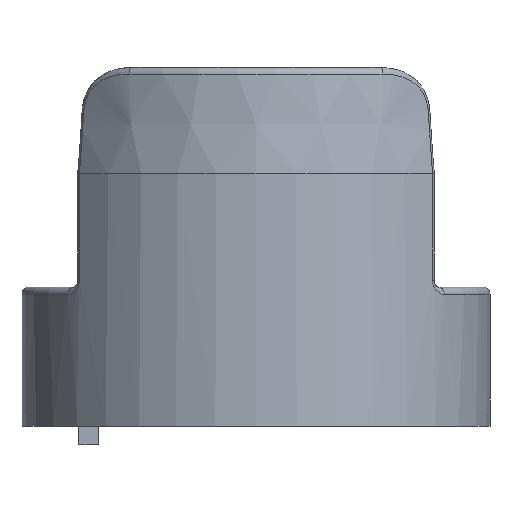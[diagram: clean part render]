
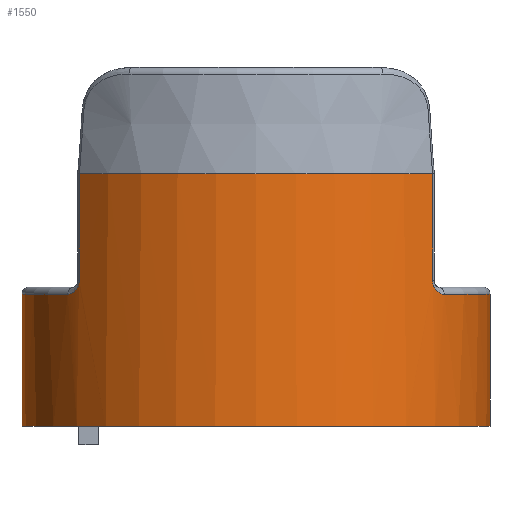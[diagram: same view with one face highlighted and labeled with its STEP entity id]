
A CAD part, front view. The second image highlights one B-rep face of the part: STEP entity #1550.
In plain terms, the highlighted cylindrical face has radius 16.5 mm (diameter 33 mm), a full revolution.
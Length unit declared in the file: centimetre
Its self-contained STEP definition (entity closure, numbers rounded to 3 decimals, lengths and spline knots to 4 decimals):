
#28=FACE_BOUND('',#473,.T.);
#75=LINE('',#3000,#143);
#76=LINE('',#3115,#144);
#78=LINE('',#3359,#146);
#80=LINE('',#3476,#148);
#143=VECTOR('',#1921,0.75);
#144=VECTOR('',#1936,0.75);
#146=VECTOR('',#1966,0.75);
#148=VECTOR('',#1984,0.75);
#224=CYLINDRICAL_SURFACE('',#1753,1.65);
#251=B_SPLINE_CURVE_WITH_KNOTS('',3,(#3046,#3047,#3048,#3049,#3050,#3051),
 .UNSPECIFIED.,.F.,.F.,(4,1,1,4),(0.,0.0766,0.1277,
0.1788),.UNSPECIFIED.);
#253=B_SPLINE_CURVE_WITH_KNOTS('',3,(#3107,#3108,#3109,#3110,#3111,#3112),
 .UNSPECIFIED.,.F.,.F.,(4,1,1,4),(0.,0.051,0.102,
0.1786),.UNSPECIFIED.);
#261=B_SPLINE_CURVE_WITH_KNOTS('',3,(#3413,#3414,#3415,#3416,#3417,#3418),
 .UNSPECIFIED.,.F.,.F.,(4,1,1,4),(0.,0.0766,0.1277,
0.1788),.UNSPECIFIED.);
#262=B_SPLINE_CURVE_WITH_KNOTS('',3,(#3468,#3469,#3470,#3471,#3472,#3473),
 .UNSPECIFIED.,.F.,.F.,(4,1,1,4),(0.,0.0383,0.0765,
0.1786),.UNSPECIFIED.);
#370=FACE_OUTER_BOUND('',#472,.T.);
#472=EDGE_LOOP('',(#1410,#1411,#1412,#1413,#1414,#1415,#1416,#1417,#1418,
#1419,#1420,#1421));
#473=EDGE_LOOP('',(#1422));
#533=CIRCLE('',#1631,1.65);
#550=CIRCLE('',#1652,1.65);
#554=CIRCLE('',#1660,1.65);
#588=CIRCLE('',#1720,1.65);
#607=CIRCLE('',#1752,1.65);
#674=VERTEX_POINT('',#2997);
#675=VERTEX_POINT('',#2999);
#676=VERTEX_POINT('',#3044);
#677=VERTEX_POINT('',#3053);
#679=VERTEX_POINT('',#3105);
#680=VERTEX_POINT('',#3114);
#694=VERTEX_POINT('',#3356);
#695=VERTEX_POINT('',#3358);
#697=VERTEX_POINT('',#3411);
#698=VERTEX_POINT('',#3420);
#699=VERTEX_POINT('',#3466);
#700=VERTEX_POINT('',#3475);
#741=VERTEX_POINT('',#3614);
#845=EDGE_CURVE('',#674,#675,#75,.T.);
#848=EDGE_CURVE('',#676,#674,#251,.T.);
#850=EDGE_CURVE('',#677,#676,#533,.T.);
#853=EDGE_CURVE('',#679,#677,#253,.T.);
#854=EDGE_CURVE('',#680,#679,#76,.T.);
#874=EDGE_CURVE('',#694,#695,#78,.T.);
#879=EDGE_CURVE('',#697,#694,#261,.T.);
#881=EDGE_CURVE('',#698,#697,#550,.T.);
#884=EDGE_CURVE('',#699,#698,#262,.T.);
#885=EDGE_CURVE('',#700,#699,#80,.T.);
#889=EDGE_CURVE('',#675,#700,#554,.T.);
#954=EDGE_CURVE('',#741,#741,#588,.T.);
#983=EDGE_CURVE('',#695,#680,#607,.T.);
#1410=ORIENTED_EDGE('',*,*,#885,.F.);
#1411=ORIENTED_EDGE('',*,*,#889,.F.);
#1412=ORIENTED_EDGE('',*,*,#845,.F.);
#1413=ORIENTED_EDGE('',*,*,#848,.F.);
#1414=ORIENTED_EDGE('',*,*,#850,.F.);
#1415=ORIENTED_EDGE('',*,*,#853,.F.);
#1416=ORIENTED_EDGE('',*,*,#854,.F.);
#1417=ORIENTED_EDGE('',*,*,#983,.F.);
#1418=ORIENTED_EDGE('',*,*,#874,.F.);
#1419=ORIENTED_EDGE('',*,*,#879,.F.);
#1420=ORIENTED_EDGE('',*,*,#881,.F.);
#1421=ORIENTED_EDGE('',*,*,#884,.F.);
#1422=ORIENTED_EDGE('',*,*,#954,.T.);
#1550=ADVANCED_FACE('',(#370,#28),#224,.T.);
#1631=AXIS2_PLACEMENT_3D('',#3055,#1930,#1931);
#1652=AXIS2_PLACEMENT_3D('',#3422,#1976,#1977);
#1660=AXIS2_PLACEMENT_3D('',#3483,#1995,#1996);
#1720=AXIS2_PLACEMENT_3D('',#3615,#2146,#2147);
#1752=AXIS2_PLACEMENT_3D('',#3665,#2220,#2221);
#1753=AXIS2_PLACEMENT_3D('',#3666,#2222,#2223);
#1921=DIRECTION('',(0.,0.,1.));
#1930=DIRECTION('center_axis',(0.,0.,
1.));
#1931=DIRECTION('ref_axis',(-1.,0.,0.));
#1936=DIRECTION('',(0.,0.,-1.));
#1966=DIRECTION('',(0.,0.,1.));
#1976=DIRECTION('center_axis',(0.,0.,
1.));
#1977=DIRECTION('ref_axis',(1.,0.,0.));
#1984=DIRECTION('',(0.,0.,-1.));
#1995=DIRECTION('center_axis',(0.,0.,
1.));
#1996=DIRECTION('ref_axis',(0.,1.,0.));
#2146=DIRECTION('center_axis',(0.,0.,
1.));
#2147=DIRECTION('ref_axis',(0.,1.,0.));
#2220=DIRECTION('center_axis',(0.,0.,
1.));
#2221=DIRECTION('ref_axis',(0.,1.,0.));
#2222=DIRECTION('center_axis',(0.,0.,
1.));
#2223=DIRECTION('ref_axis',(0.,1.,0.));
#2997=CARTESIAN_POINT('',(-1.2152,2.9305,5.48));
#2999=CARTESIAN_POINT('',(-1.2152,2.9305,6.23));
#3000=CARTESIAN_POINT('',(-1.2152,2.9305,5.34));
#3044=CARTESIAN_POINT('',(-1.2978,3.0336,5.38));
#3046=CARTESIAN_POINT('Ctrl Pts',(-1.2978,3.0336,5.38));
#3047=CARTESIAN_POINT('Ctrl Pts',(-1.2822,3.0124,5.38));
#3048=CARTESIAN_POINT('Ctrl Pts',(-1.2552,2.9777,5.3905));
#3049=CARTESIAN_POINT('Ctrl Pts',(-1.2237,2.9402,5.4293));
#3050=CARTESIAN_POINT('Ctrl Pts',(-1.2152,2.9305,5.463));
#3051=CARTESIAN_POINT('Ctrl Pts',(-1.2152,2.9305,5.48));
#3053=CARTESIAN_POINT('',(-1.2978,4.993,5.38));
#3055=CARTESIAN_POINT('Origin',(0.0298,4.0133,5.38));
#3105=CARTESIAN_POINT('',(-1.2152,5.0961,5.48));
#3107=CARTESIAN_POINT('Ctrl Pts',(-1.2152,5.0961,5.48));
#3108=CARTESIAN_POINT('Ctrl Pts',(-1.2152,5.0961,5.463));
#3109=CARTESIAN_POINT('Ctrl Pts',(-1.2237,5.0864,5.4295));
#3110=CARTESIAN_POINT('Ctrl Pts',(-1.2551,5.049,5.3904));
#3111=CARTESIAN_POINT('Ctrl Pts',(-1.2822,5.0141,5.38));
#3112=CARTESIAN_POINT('Ctrl Pts',(-1.2978,4.993,5.38));
#3114=CARTESIAN_POINT('',(-1.2152,5.0961,6.23));
#3115=CARTESIAN_POINT('',(-1.2152,5.0961,5.34));
#3356=CARTESIAN_POINT('',(1.2748,5.0961,5.48));
#3358=CARTESIAN_POINT('',(1.2748,5.0961,6.23));
#3359=CARTESIAN_POINT('',(1.2748,5.0961,5.34));
#3411=CARTESIAN_POINT('',(1.3575,4.993,5.38));
#3413=CARTESIAN_POINT('Ctrl Pts',(1.3575,4.993,5.38));
#3414=CARTESIAN_POINT('Ctrl Pts',(1.3419,5.0142,5.38));
#3415=CARTESIAN_POINT('Ctrl Pts',(1.3148,5.0489,5.3905));
#3416=CARTESIAN_POINT('Ctrl Pts',(1.2834,5.0863,5.4293));
#3417=CARTESIAN_POINT('Ctrl Pts',(1.2748,5.0961,5.463));
#3418=CARTESIAN_POINT('Ctrl Pts',(1.2748,5.0961,5.48));
#3420=CARTESIAN_POINT('',(1.3575,3.0336,5.38));
#3422=CARTESIAN_POINT('Origin',(0.0298,4.0133,5.38));
#3466=CARTESIAN_POINT('',(1.2748,2.9305,5.48));
#3468=CARTESIAN_POINT('Ctrl Pts',(1.2748,2.9305,5.48));
#3469=CARTESIAN_POINT('Ctrl Pts',(1.2748,2.9305,5.4672));
#3470=CARTESIAN_POINT('Ctrl Pts',(1.2794,2.9357,5.4418));
#3471=CARTESIAN_POINT('Ctrl Pts',(1.3058,2.9666,5.3952));
#3472=CARTESIAN_POINT('Ctrl Pts',(1.3367,3.0054,5.38));
#3473=CARTESIAN_POINT('Ctrl Pts',(1.3575,3.0336,5.38));
#3475=CARTESIAN_POINT('',(1.2748,2.9305,6.23));
#3476=CARTESIAN_POINT('',(1.2748,2.9305,5.34));
#3483=CARTESIAN_POINT('Origin',(0.0298,4.0133,6.23));
#3614=CARTESIAN_POINT('',(0.0298,5.6633,4.45));
#3615=CARTESIAN_POINT('Origin',(0.0298,4.0133,4.45));
#3665=CARTESIAN_POINT('Origin',(0.0298,4.0133,6.23));
#3666=CARTESIAN_POINT('Origin',(0.0298,4.0133,5.34));
